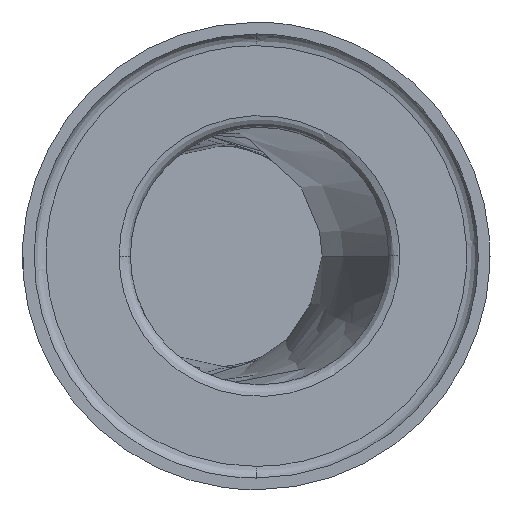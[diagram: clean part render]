
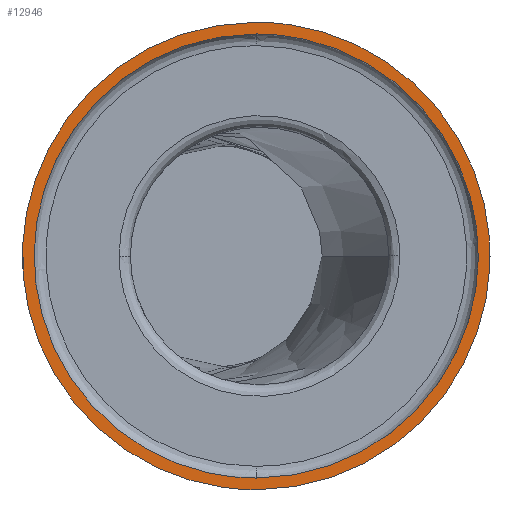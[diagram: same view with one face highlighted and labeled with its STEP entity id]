
A CAD part, left-side view. The second image highlights one B-rep face of the part: STEP entity #12946.
In plain terms, the highlighted free-form (B-spline) face has degree [1, 1] with [2, 2] control points.
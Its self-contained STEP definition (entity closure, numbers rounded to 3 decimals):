
#4878 = VERTEX_POINT('',#4879);
#4879 = CARTESIAN_POINT('',(-17.297,0.,-32.864));
#4886 = VERTEX_POINT('',#4887);
#4887 = CARTESIAN_POINT('',(-17.297,0.,
    32.864));
#4892 = EDGE_CURVE('',#4878,#4886,#4893,.T.);
#4893 = ( BOUNDED_CURVE() B_SPLINE_CURVE(2,(#4894,#4895,#4896,#4897,
#4898),.UNSPECIFIED.,.F.,.F.) B_SPLINE_CURVE_WITH_KNOTS((3,2,3),(
    3.142,4.712,6.283),
.PIECEWISE_BEZIER_KNOTS.) CURVE() GEOMETRIC_REPRESENTATION_ITEM() 
RATIONAL_B_SPLINE_CURVE((1.,0.707,1.,0.707,1.)) 
REPRESENTATION_ITEM('') );
#4894 = CARTESIAN_POINT('',(-17.297,0.,
    -32.864));
#4895 = CARTESIAN_POINT('',(-17.297,-32.864,
    -32.864));
#4896 = CARTESIAN_POINT('',(-17.297,-32.864,
    0.));
#4897 = CARTESIAN_POINT('',(-17.297,-32.864,
    32.864));
#4898 = CARTESIAN_POINT('',(-17.297,0.,
    32.864));
#11693 = EDGE_CURVE('',#11694,#11696,#11698,.T.);
#11694 = VERTEX_POINT('',#11695);
#11695 = CARTESIAN_POINT('',(-17.297,0.,
    34.594));
#11696 = VERTEX_POINT('',#11697);
#11697 = CARTESIAN_POINT('',(-17.297,0.,-34.594));
#11698 = ( BOUNDED_CURVE() B_SPLINE_CURVE(2,(#11699,#11700,#11701,#11702
,#11703),.UNSPECIFIED.,.F.,.F.) B_SPLINE_CURVE_WITH_KNOTS((3,2,3),(0.,
1.571,3.142),.PIECEWISE_BEZIER_KNOTS.) CURVE() 
GEOMETRIC_REPRESENTATION_ITEM() RATIONAL_B_SPLINE_CURVE((1.,
0.707,1.,0.707,1.)) REPRESENTATION_ITEM('') );
#11699 = CARTESIAN_POINT('',(-17.297,0.,34.594));
#11700 = CARTESIAN_POINT('',(-17.297,34.594,
    34.594));
#11701 = CARTESIAN_POINT('',(-17.297,34.594,
    0.));
#11702 = CARTESIAN_POINT('',(-17.297,34.594,
    -34.594));
#11703 = CARTESIAN_POINT('',(-17.297,0.,
    -34.594));
#12919 = EDGE_CURVE('',#11696,#11694,#12920,.T.);
#12920 = ( BOUNDED_CURVE() B_SPLINE_CURVE(2,(#12921,#12922,#12923,#12924
,#12925),.UNSPECIFIED.,.F.,.F.) B_SPLINE_CURVE_WITH_KNOTS((3,2,3),(
    3.142,4.712,6.283),
.PIECEWISE_BEZIER_KNOTS.) CURVE() GEOMETRIC_REPRESENTATION_ITEM() 
RATIONAL_B_SPLINE_CURVE((1.,0.707,1.,0.707,1.)) 
REPRESENTATION_ITEM('') );
#12921 = CARTESIAN_POINT('',(-17.297,0.,
    -34.594));
#12922 = CARTESIAN_POINT('',(-17.297,-34.594,
    -34.594));
#12923 = CARTESIAN_POINT('',(-17.297,-34.594,
    0.));
#12924 = CARTESIAN_POINT('',(-17.297,-34.594,
    34.594));
#12925 = CARTESIAN_POINT('',(-17.297,0.,
    34.594));
#12946 = ADVANCED_FACE('',(#12947,#12958),#12962,.T.);
#12947 = FACE_BOUND('',#12948,.T.);
#12948 = EDGE_LOOP('',(#12949,#12950));
#12949 = ORIENTED_EDGE('',*,*,#4892,.F.);
#12950 = ORIENTED_EDGE('',*,*,#12951,.F.);
#12951 = EDGE_CURVE('',#4886,#4878,#12952,.T.);
#12952 = ( BOUNDED_CURVE() B_SPLINE_CURVE(2,(#12953,#12954,#12955,#12956
,#12957),.UNSPECIFIED.,.F.,.F.) B_SPLINE_CURVE_WITH_KNOTS((3,2,3),(0.,
1.571,3.142),.PIECEWISE_BEZIER_KNOTS.) CURVE() 
GEOMETRIC_REPRESENTATION_ITEM() RATIONAL_B_SPLINE_CURVE((1.,
0.707,1.,0.707,1.)) REPRESENTATION_ITEM('') );
#12953 = CARTESIAN_POINT('',(-17.297,0.,32.864));
#12954 = CARTESIAN_POINT('',(-17.297,32.864,
    32.864));
#12955 = CARTESIAN_POINT('',(-17.297,32.864,
    0.));
#12956 = CARTESIAN_POINT('',(-17.297,32.864,
    -32.864));
#12957 = CARTESIAN_POINT('',(-17.297,0.,
    -32.864));
#12958 = FACE_BOUND('',#12959,.T.);
#12959 = EDGE_LOOP('',(#12960,#12961));
#12960 = ORIENTED_EDGE('',*,*,#12919,.T.);
#12961 = ORIENTED_EDGE('',*,*,#11693,.T.);
#12962 = B_SPLINE_SURFACE_WITH_KNOTS('',1,1,(
    (#12963,#12964)
    ,(#12965,#12966
    )),.UNSPECIFIED.,.F.,.F.,.F.,(2,2),(2,2),(-40.,40.),(-40.,40.),
  .PIECEWISE_BEZIER_KNOTS.);
#12963 = CARTESIAN_POINT('',(-17.297,-34.594,
    -34.594));
#12964 = CARTESIAN_POINT('',(-17.297,34.594,
    -34.594));
#12965 = CARTESIAN_POINT('',(-17.297,-34.594,
    34.594));
#12966 = CARTESIAN_POINT('',(-17.297,34.594,
    34.594));
